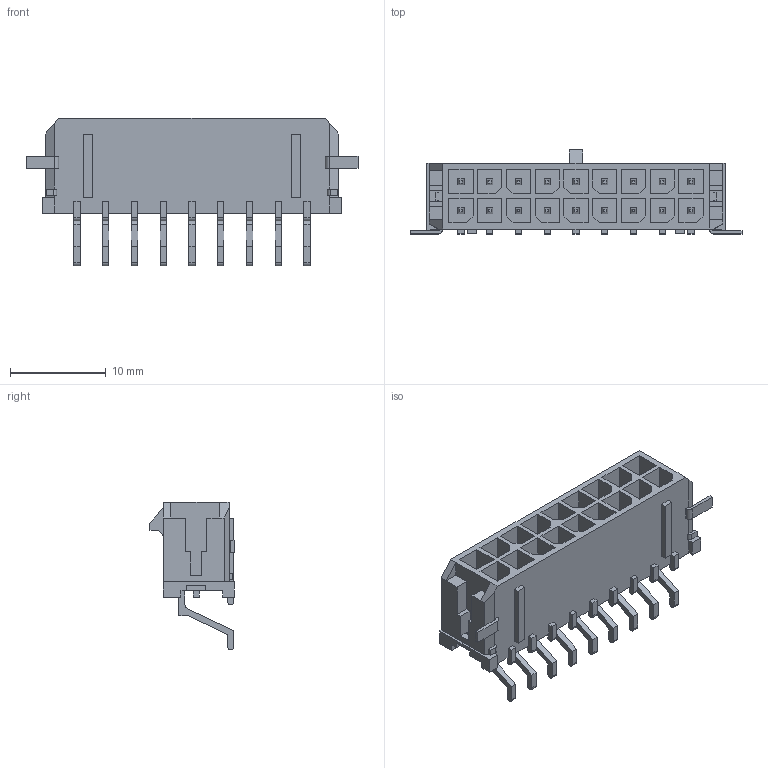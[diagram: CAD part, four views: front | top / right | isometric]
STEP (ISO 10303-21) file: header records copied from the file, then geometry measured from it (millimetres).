
FILE_DESCRIPTION((''),'2;1');
FILE_NAME('430451810','2020-04-16T',('gga'),(''),'PRO/ENGINEER BY PARAMETRIC TECHNOLOGY CORPORATION, 2016010','PRO/ENGINEER BY PARAMETRIC TECHNOLOGY CORPORATION, 2016010','');
FILE_SCHEMA(('CONFIG_CONTROL_DESIGN'));
Length unit declared in the file: millimetre
Products named in the file (1): 430451810
Bounding box: 34.65 x 8.77 x 15.4 mm (x, y, z)
Volume: 1247.5 mm3; surface area: 2967.5 mm2
Topology: 1 solids, 10 shells, 753 faces, 1997 edges, 1308 vertices
Faces by surface type: plane 719, cylinder 34
Entity records: 22612 total; most frequent: CARTESIAN_POINT 3975, ORIENTED_EDGE 3830, DIRECTION 3573, VECTOR 1929, LINE 1929, EDGE_CURVE 1915, VERTEX_POINT 1224, AXIS2_PLACEMENT_3D 822
